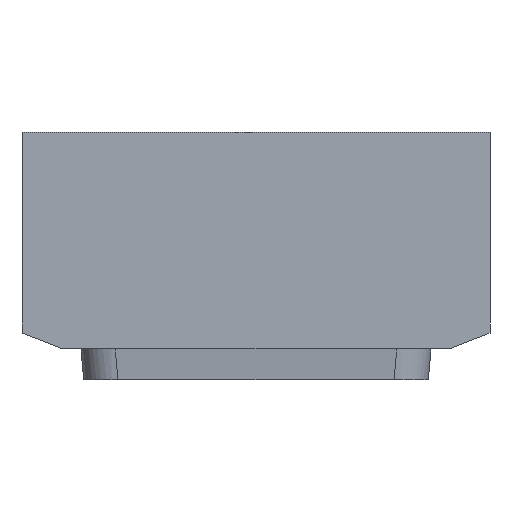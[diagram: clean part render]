
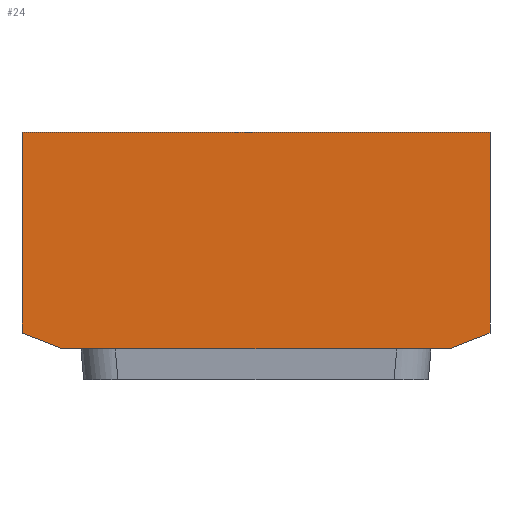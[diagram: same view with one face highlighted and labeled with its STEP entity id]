
A CAD part, front view. The second image highlights one B-rep face of the part: STEP entity #24.
In plain terms, the highlighted planar face has unit normal (0, -1, 0).
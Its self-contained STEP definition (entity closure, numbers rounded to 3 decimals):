
#24=ADVANCED_FACE('',(#50),#420,.T.);
#50=FACE_OUTER_BOUND('',#78,.T.);
#78=EDGE_LOOP('',(#143,#144,#145,#146,#147,#148));
#143=ORIENTED_EDGE('',*,*,#231,.F.);
#144=ORIENTED_EDGE('',*,*,#235,.F.);
#145=ORIENTED_EDGE('',*,*,#254,.F.);
#146=ORIENTED_EDGE('',*,*,#257,.F.);
#147=ORIENTED_EDGE('',*,*,#260,.F.);
#148=ORIENTED_EDGE('',*,*,#262,.T.);
#231=EDGE_CURVE('',#363,#364,#313,.T.);
#235=EDGE_CURVE('',#366,#363,#317,.T.);
#254=EDGE_CURVE('',#384,#366,#336,.T.);
#257=EDGE_CURVE('',#386,#384,#339,.T.);
#260=EDGE_CURVE('',#388,#386,#342,.T.);
#262=EDGE_CURVE('',#388,#364,#344,.T.);
#313=B_SPLINE_CURVE_WITH_KNOTS('',1,(#607,#608),.UNSPECIFIED.,.F.,.F.,(2,
2),(-12.722,0.),.UNSPECIFIED.);
#317=B_SPLINE_CURVE_WITH_KNOTS('',1,(#615,#616),.UNSPECIFIED.,.F.,.F.,(2,
2),(-112.286,0.),.UNSPECIFIED.);
#336=B_SPLINE_CURVE_WITH_KNOTS('',1,(#877,#878),.UNSPECIFIED.,.F.,.F.,(2,
2),(-12.722,0.),.UNSPECIFIED.);
#339=B_SPLINE_CURVE_WITH_KNOTS('',1,(#883,#884),.UNSPECIFIED.,.F.,.F.,(2,
2),(-58.389,0.),.UNSPECIFIED.);
#342=B_SPLINE_CURVE_WITH_KNOTS('',1,(#889,#890),.UNSPECIFIED.,.F.,.F.,(2,
2),(-136.,0.),.UNSPECIFIED.);
#344=B_SPLINE_CURVE_WITH_KNOTS('',1,(#893,#894),.UNSPECIFIED.,.F.,.F.,(2,
2),(0.,58.389),.UNSPECIFIED.);
#363=VERTEX_POINT('',#561);
#364=VERTEX_POINT('',#562);
#366=VERTEX_POINT('',#564);
#384=VERTEX_POINT('',#582);
#386=VERTEX_POINT('',#584);
#388=VERTEX_POINT('',#586);
#420=PLANE('',#458);
#458=AXIS2_PLACEMENT_3D('',#500,#479,$);
#479=DIRECTION('',(0.,-1.,0.));
#500=CARTESIAN_POINT('',(-68.01,-387.,8.99));
#561=CARTESIAN_POINT('',(-56.143,-387.,9.));
#562=CARTESIAN_POINT('',(-68.,-387.,13.611));
#564=CARTESIAN_POINT('',(56.143,-387.,9.));
#582=CARTESIAN_POINT('',(68.,-387.,13.611));
#584=CARTESIAN_POINT('',(68.,-387.,72.));
#586=CARTESIAN_POINT('',(-68.,-387.,72.));
#607=CARTESIAN_POINT('',(-56.143,-387.,9.));
#608=CARTESIAN_POINT('',(-68.,-387.,13.611));
#615=CARTESIAN_POINT('',(56.143,-387.,9.));
#616=CARTESIAN_POINT('',(-56.143,-387.,9.));
#877=CARTESIAN_POINT('',(68.,-387.,13.611));
#878=CARTESIAN_POINT('',(56.143,-387.,9.));
#883=CARTESIAN_POINT('',(68.,-387.,72.));
#884=CARTESIAN_POINT('',(68.,-387.,13.611));
#889=CARTESIAN_POINT('',(-68.,-387.,72.));
#890=CARTESIAN_POINT('',(68.,-387.,72.));
#893=CARTESIAN_POINT('',(-68.,-387.,72.));
#894=CARTESIAN_POINT('',(-68.,-387.,13.611));
